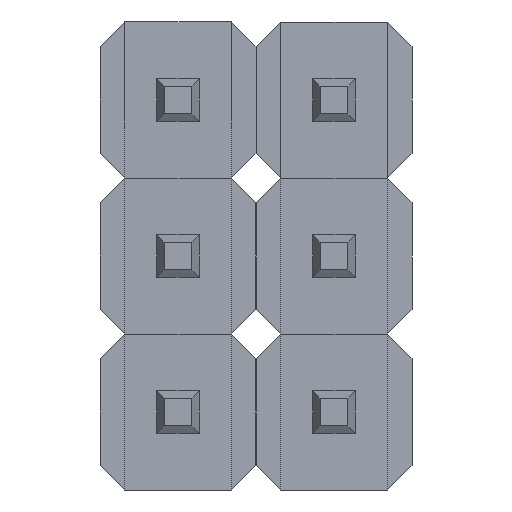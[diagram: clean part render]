
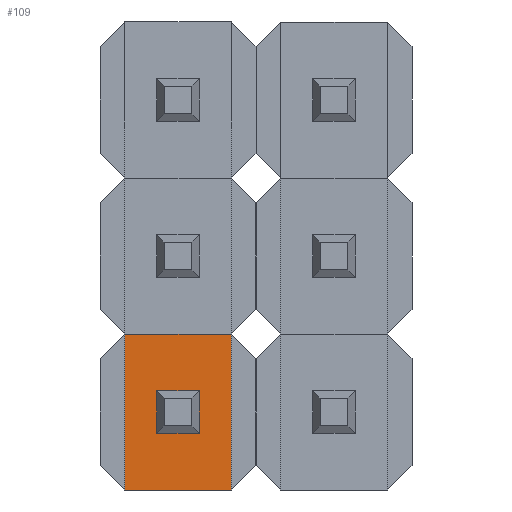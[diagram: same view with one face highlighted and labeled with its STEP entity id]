
A CAD part, front view. The second image highlights one B-rep face of the part: STEP entity #109.
In plain terms, the highlighted planar face has unit normal (0, -1, 0).
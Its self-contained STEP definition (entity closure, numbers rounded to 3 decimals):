
#8 = FACE_OUTER_BOUND ( 'NONE', #665, .T. ) ;
#30 = VERTEX_POINT ( 'NONE', #58 ) ;
#33 = LINE ( 'NONE', #1232, #781 ) ;
#40 = ORIENTED_EDGE ( 'NONE', *, *, #1081, .F. ) ;
#56 = ORIENTED_EDGE ( 'NONE', *, *, #341, .T. ) ;
#58 = CARTESIAN_POINT ( 'NONE',  ( -0.35, 0.3, -0.35 ) ) ;
#89 = DIRECTION ( 'NONE',  ( 0., 0., -1. ) ) ;
#91 = LINE ( 'NONE', #1059, #245 ) ;
#109 = ADVANCED_FACE ( 'NONE', ( #8, #838 ), #755, .T. ) ;
#118 = CARTESIAN_POINT ( 'NONE',  ( -0.35, 0.3, -0.35 ) ) ;
#172 = VECTOR ( 'NONE', #1135, 1000. ) ;
#199 = LINE ( 'NONE', #472, #750 ) ;
#209 = EDGE_CURVE ( 'NONE', #30, #1067, #527, .T. ) ;
#230 = CARTESIAN_POINT ( 'NONE',  ( -0.87, 0.3, 1.27 ) ) ;
#245 = VECTOR ( 'NONE', #1154, 1000. ) ;
#270 = VECTOR ( 'NONE', #1068, 1000. ) ;
#280 = VECTOR ( 'NONE', #410, 1000. ) ;
#341 = EDGE_CURVE ( 'NONE', #975, #950, #1058, .T. ) ;
#346 = VERTEX_POINT ( 'NONE', #748 ) ;
#354 = ORIENTED_EDGE ( 'NONE', *, *, #655, .T. ) ;
#371 = CARTESIAN_POINT ( 'NONE',  ( 0., 0.3, 0. ) ) ;
#392 = EDGE_CURVE ( 'NONE', #926, #975, #33, .T. ) ;
#410 = DIRECTION ( 'NONE',  ( 1., 0., 0. ) ) ;
#421 = LINE ( 'NONE', #1228, #172 ) ;
#428 = CARTESIAN_POINT ( 'NONE',  ( 0.87, 0.3, 1.27 ) ) ;
#431 = DIRECTION ( 'NONE',  ( -1., 0., 0. ) ) ;
#472 = CARTESIAN_POINT ( 'NONE',  ( -0.35, 0.3, 0.35 ) ) ;
#477 = CARTESIAN_POINT ( 'NONE',  ( 0.35, 0.3, 0.35 ) ) ;
#499 = LINE ( 'NONE', #882, #991 ) ;
#507 = EDGE_CURVE ( 'NONE', #741, #346, #91, .T. ) ;
#527 = LINE ( 'NONE', #118, #280 ) ;
#530 = ORIENTED_EDGE ( 'NONE', *, *, #507, .F. ) ;
#568 = DIRECTION ( 'NONE',  ( 0., 0., -1. ) ) ;
#647 = AXIS2_PLACEMENT_3D ( 'NONE', #371, #1155, #89 ) ;
#655 = EDGE_CURVE ( 'NONE', #950, #1134, #499, .T. ) ;
#665 = EDGE_LOOP ( 'NONE', ( #354, #694, #1003, #56 ) ) ;
#674 = CARTESIAN_POINT ( 'NONE',  ( 0.35, 0.3, 0.35 ) ) ;
#694 = ORIENTED_EDGE ( 'NONE', *, *, #1011, .T. ) ;
#697 = EDGE_LOOP ( 'NONE', ( #530, #40, #764, #841 ) ) ;
#741 = VERTEX_POINT ( 'NONE', #477 ) ;
#744 = DIRECTION ( 'NONE',  ( 0., 0., 1. ) ) ;
#748 = CARTESIAN_POINT ( 'NONE',  ( -0.35, 0.3, 0.35 ) ) ;
#750 = VECTOR ( 'NONE', #568, 1000. ) ;
#755 = PLANE ( 'NONE',  #647 ) ;
#764 = ORIENTED_EDGE ( 'NONE', *, *, #209, .F. ) ;
#781 = VECTOR ( 'NONE', #744, 1000. ) ;
#838 = FACE_BOUND ( 'NONE', #697, .T. ) ;
#841 = ORIENTED_EDGE ( 'NONE', *, *, #1141, .F. ) ;
#882 = CARTESIAN_POINT ( 'NONE',  ( -0.87, 0.3, 1.27 ) ) ;
#894 = VECTOR ( 'NONE', #431, 1000. ) ;
#926 = VERTEX_POINT ( 'NONE', #990 ) ;
#950 = VERTEX_POINT ( 'NONE', #230 ) ;
#954 = CARTESIAN_POINT ( 'NONE',  ( 0.35, 0.3, -0.35 ) ) ;
#975 = VERTEX_POINT ( 'NONE', #428 ) ;
#990 = CARTESIAN_POINT ( 'NONE',  ( 0.87, 0.3, -1.27 ) ) ;
#991 = VECTOR ( 'NONE', #1075, 1000. ) ;
#999 = CARTESIAN_POINT ( 'NONE',  ( -0.87, 0.3, 1.27 ) ) ;
#1003 = ORIENTED_EDGE ( 'NONE', *, *, #392, .T. ) ;
#1011 = EDGE_CURVE ( 'NONE', #1134, #926, #421, .T. ) ;
#1024 = LINE ( 'NONE', #674, #270 ) ;
#1057 = CARTESIAN_POINT ( 'NONE',  ( -0.87, 0.3, -1.27 ) ) ;
#1058 = LINE ( 'NONE', #999, #894 ) ;
#1059 = CARTESIAN_POINT ( 'NONE',  ( -0.35, 0.3, 0.35 ) ) ;
#1067 = VERTEX_POINT ( 'NONE', #954 ) ;
#1068 = DIRECTION ( 'NONE',  ( 0., 0., 1. ) ) ;
#1075 = DIRECTION ( 'NONE',  ( 0., 0., -1. ) ) ;
#1081 = EDGE_CURVE ( 'NONE', #1067, #741, #1024, .T. ) ;
#1134 = VERTEX_POINT ( 'NONE', #1057 ) ;
#1135 = DIRECTION ( 'NONE',  ( 1., 0., 0. ) ) ;
#1141 = EDGE_CURVE ( 'NONE', #346, #30, #199, .T. ) ;
#1154 = DIRECTION ( 'NONE',  ( -1., 0., 0. ) ) ;
#1155 = DIRECTION ( 'NONE',  ( 0., -1., 0. ) ) ;
#1228 = CARTESIAN_POINT ( 'NONE',  ( -0.87, 0.3, -1.27 ) ) ;
#1232 = CARTESIAN_POINT ( 'NONE',  ( 0.87, 0.3, 1.27 ) ) ;
